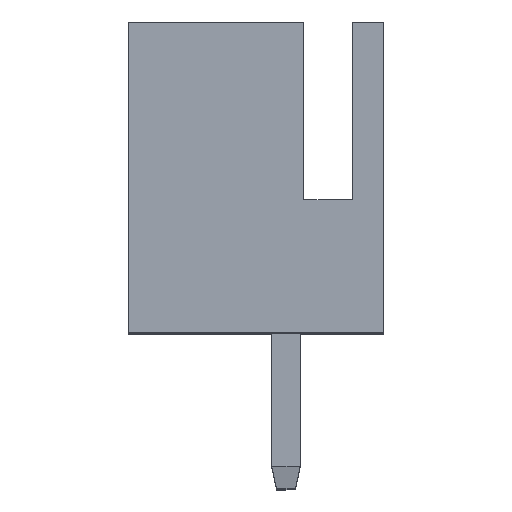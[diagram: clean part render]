
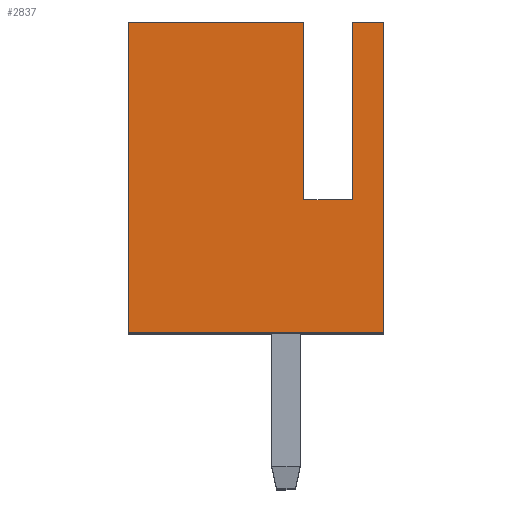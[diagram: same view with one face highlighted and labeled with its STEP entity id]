
A CAD part, top view. The second image highlights one B-rep face of the part: STEP entity #2837.
In plain terms, the highlighted planar face has unit normal (0, 0, 1).
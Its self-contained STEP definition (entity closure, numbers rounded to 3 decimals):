
#290 = CARTESIAN_POINT ( 'NONE',  ( 1.5, 7., 2.5 ) ) ;
#351 = CARTESIAN_POINT ( 'NONE',  ( 2.2, 0., 2.5 ) ) ;
#381 = VERTEX_POINT ( 'NONE', #6578 ) ;
#600 = VERTEX_POINT ( 'NONE', #6991 ) ;
#669 = VECTOR ( 'NONE', #8868, 1000. ) ;
#778 = CARTESIAN_POINT ( 'NONE',  ( 0.4, 7., 2.5 ) ) ;
#1036 = DIRECTION ( 'NONE',  ( 1., 0., 0. ) ) ;
#1252 = LINE ( 'NONE', #5384, #1877 ) ;
#1322 = DIRECTION ( 'NONE',  ( -1., 0., 0. ) ) ;
#1501 = VECTOR ( 'NONE', #4278, 1000. ) ;
#1535 = CARTESIAN_POINT ( 'NONE',  ( -3.55, 7., 2.5 ) ) ;
#1597 = CARTESIAN_POINT ( 'NONE',  ( 1.5, 7., 2.5 ) ) ;
#1659 = DIRECTION ( 'NONE',  ( 1., 0., 0. ) ) ;
#1676 = CARTESIAN_POINT ( 'NONE',  ( 2.2, 7., 2.5 ) ) ;
#1742 = AXIS2_PLACEMENT_3D ( 'NONE', #7120, #4247, #8450 ) ;
#1877 = VECTOR ( 'NONE', #6066, 1000. ) ;
#2005 = CARTESIAN_POINT ( 'NONE',  ( 0.4, 7., 2.5 ) ) ;
#2194 = VECTOR ( 'NONE', #3053, 1000. ) ;
#2237 = EDGE_CURVE ( 'NONE', #7979, #8015, #1252, .T. ) ;
#2642 = VECTOR ( 'NONE', #7421, 1000. ) ;
#2647 = ORIENTED_EDGE ( 'NONE', *, *, #6536, .F. ) ;
#2715 = LINE ( 'NONE', #4151, #7350 ) ;
#2778 = ORIENTED_EDGE ( 'NONE', *, *, #5150, .F. ) ;
#2837 = ADVANCED_FACE ( 'NONE', ( #4115 ), #6179, .F. ) ;
#3053 = DIRECTION ( 'NONE',  ( 0., 1., 0. ) ) ;
#3369 = EDGE_CURVE ( 'NONE', #7979, #7688, #2715, .T. ) ;
#3422 = CARTESIAN_POINT ( 'NONE',  ( -3.55, 0., 2.5 ) ) ;
#3794 = EDGE_CURVE ( 'NONE', #7190, #600, #7684, .T. ) ;
#3892 = ORIENTED_EDGE ( 'NONE', *, *, #5493, .F. ) ;
#4115 = FACE_OUTER_BOUND ( 'NONE', #4353, .T. ) ;
#4151 = CARTESIAN_POINT ( 'NONE',  ( -3.55, 7., 2.5 ) ) ;
#4217 = ORIENTED_EDGE ( 'NONE', *, *, #4842, .F. ) ;
#4247 = DIRECTION ( 'NONE',  ( 0., 0., -1. ) ) ;
#4257 = VECTOR ( 'NONE', #1659, 1000. ) ;
#4278 = DIRECTION ( 'NONE',  ( 0., -1., 0. ) ) ;
#4323 = ORIENTED_EDGE ( 'NONE', *, *, #2237, .F. ) ;
#4353 = EDGE_LOOP ( 'NONE', ( #2778, #3892, #8883, #7389, #4323, #5361, #2647, #4217 ) ) ;
#4842 = EDGE_CURVE ( 'NONE', #5784, #381, #7269, .T. ) ;
#5062 = LINE ( 'NONE', #290, #2194 ) ;
#5150 = EDGE_CURVE ( 'NONE', #5967, #5784, #5416, .T. ) ;
#5361 = ORIENTED_EDGE ( 'NONE', *, *, #3369, .T. ) ;
#5384 = CARTESIAN_POINT ( 'NONE',  ( 2.2, 7., 2.5 ) ) ;
#5416 = LINE ( 'NONE', #2005, #669 ) ;
#5493 = EDGE_CURVE ( 'NONE', #7190, #5967, #6482, .T. ) ;
#5690 = VECTOR ( 'NONE', #1036, 1000. ) ;
#5784 = VERTEX_POINT ( 'NONE', #7221 ) ;
#5833 = CARTESIAN_POINT ( 'NONE',  ( -3.55, 3., 2.5 ) ) ;
#5967 = VERTEX_POINT ( 'NONE', #778 ) ;
#6066 = DIRECTION ( 'NONE',  ( 0., -1., 0. ) ) ;
#6179 = PLANE ( 'NONE',  #1742 ) ;
#6482 = LINE ( 'NONE', #7859, #5690 ) ;
#6536 = EDGE_CURVE ( 'NONE', #381, #7688, #5062, .T. ) ;
#6571 = CARTESIAN_POINT ( 'NONE',  ( -3.55, 7., 2.5 ) ) ;
#6578 = CARTESIAN_POINT ( 'NONE',  ( 1.5, 3., 2.5 ) ) ;
#6709 = LINE ( 'NONE', #3422, #2642 ) ;
#6991 = CARTESIAN_POINT ( 'NONE',  ( -3.55, 0., 2.5 ) ) ;
#7120 = CARTESIAN_POINT ( 'NONE',  ( -3.55, 7., 2.5 ) ) ;
#7190 = VERTEX_POINT ( 'NONE', #6571 ) ;
#7221 = CARTESIAN_POINT ( 'NONE',  ( 0.4, 3., 2.5 ) ) ;
#7269 = LINE ( 'NONE', #5833, #4257 ) ;
#7350 = VECTOR ( 'NONE', #1322, 1000. ) ;
#7389 = ORIENTED_EDGE ( 'NONE', *, *, #8109, .F. ) ;
#7421 = DIRECTION ( 'NONE',  ( -1., 0., 0. ) ) ;
#7684 = LINE ( 'NONE', #1535, #1501 ) ;
#7688 = VERTEX_POINT ( 'NONE', #1597 ) ;
#7859 = CARTESIAN_POINT ( 'NONE',  ( -3.55, 7., 2.5 ) ) ;
#7979 = VERTEX_POINT ( 'NONE', #1676 ) ;
#8015 = VERTEX_POINT ( 'NONE', #351 ) ;
#8109 = EDGE_CURVE ( 'NONE', #8015, #600, #6709, .T. ) ;
#8450 = DIRECTION ( 'NONE',  ( -1., 0., 0. ) ) ;
#8868 = DIRECTION ( 'NONE',  ( 0., -1., 0. ) ) ;
#8883 = ORIENTED_EDGE ( 'NONE', *, *, #3794, .T. ) ;
